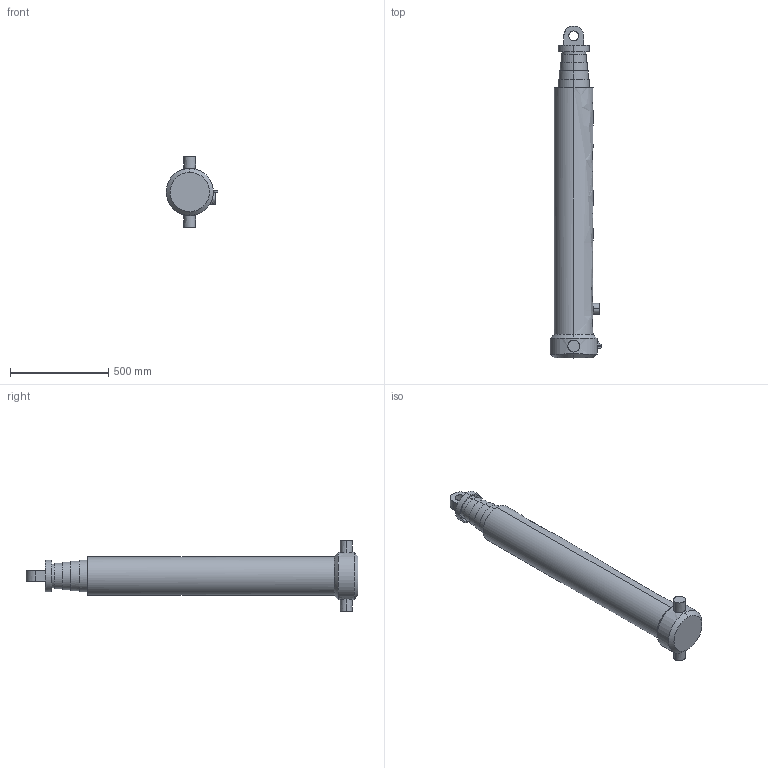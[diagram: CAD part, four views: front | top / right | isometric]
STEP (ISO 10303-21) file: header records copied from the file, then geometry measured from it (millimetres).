
FILE_DESCRIPTION (( 'STEP AP203' ), '1' );
FILE_NAME ('Kopya [MA] Part_PISTON GHS 175-5-5550 C-M5 - Model_004_merkez.IGS_Default_sldprt.STEP', '2023-01-17T08:10:01', ( '' ), ( '' ), 'SwSTEP 2.0', 'SolidWorks 2019', '' );
FILE_SCHEMA (( 'CONFIG_CONTROL_DESIGN' ));
Length unit declared in the file: millimetre
Products named in the file (1): Kopya [MA]  Part_PISTON GHS 175-5-5550 C-M5 - Model_004_merkez.IGS_Default_sldprt
Bounding box: 262.89 x 1690.3 x 360 mm (x, y, z)
Surface area: 1157504.7 mm2 (no closed solid volume)
Topology: 0 solids, 4 shells, 60 faces, 151 edges, 106 vertices
Faces by surface type: bspline 60
Entity records: 5978 total; most frequent: CARTESIAN_POINT 4991, ORIENTED_EDGE 270, EDGE_CURVE 151, B_SPLINE_CURVE_WITH_KNOTS 137, VERTEX_POINT 106, EDGE_LOOP 75, FACE_OUTER_BOUND 60, ADVANCED_FACE 60
